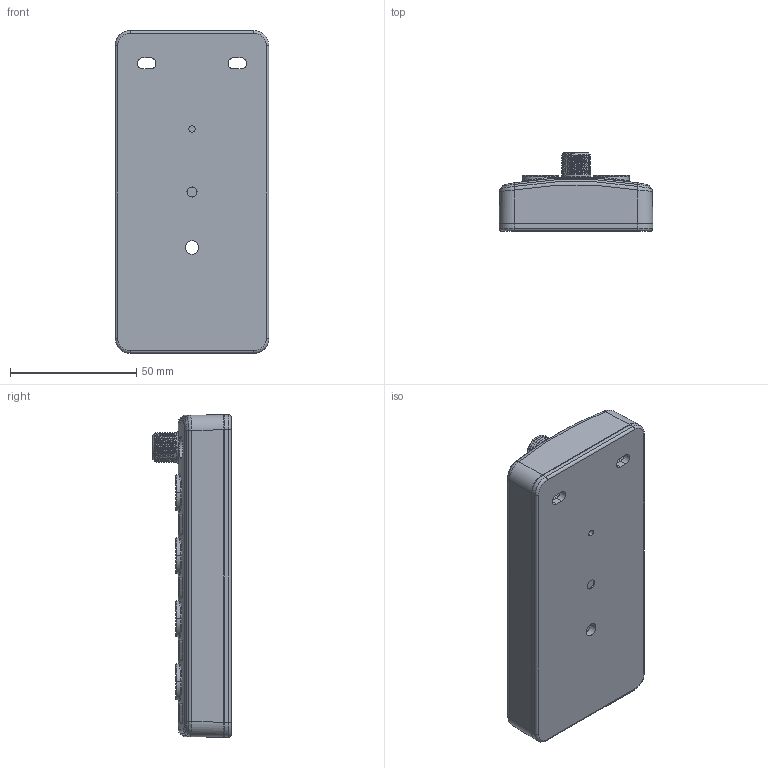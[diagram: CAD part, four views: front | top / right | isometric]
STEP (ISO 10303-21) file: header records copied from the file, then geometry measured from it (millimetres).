
FILE_DESCRIPTION((''),'2;1');
FILE_NAME('240749_SM01_ASM','2024-02-21T16:53:32',('banengservice'),('BANNER ENGINEERING'),'CREO PARAMETRIC BY PTC INC, 2022414','CREO PARAMETRIC BY PTC INC, 2022414','');
FILE_SCHEMA(('CONFIG_CONTROL_DESIGN'));
Products named in the file (2): 240749_EP01; 240749_SM01_ASM
Assembly tree (1 placements, depth 2):
  240749_SM01_ASM
    240749_EP01
Bounding box: 61 x 31 x 128 mm (x, y, z)
Volume: 148594.2 mm3; surface area: 37004.9 mm2
Topology: 1 solids, 5 shells, 1625 faces, 3988 edges, 2447 vertices
Faces by surface type: cylinder 481, plane 471, cone 378, bspline 183, torus 102, sphere 10
Entity records: 85064 total; most frequent: CARTESIAN_POINT 48637, ORIENTED_EDGE 7828, DIRECTION 7249, EDGE_CURVE 3914, AXIS2_PLACEMENT_3D 3005, VERTEX_POINT 2447, EDGE_LOOP 1803, FACE_OUTER_BOUND 1625
